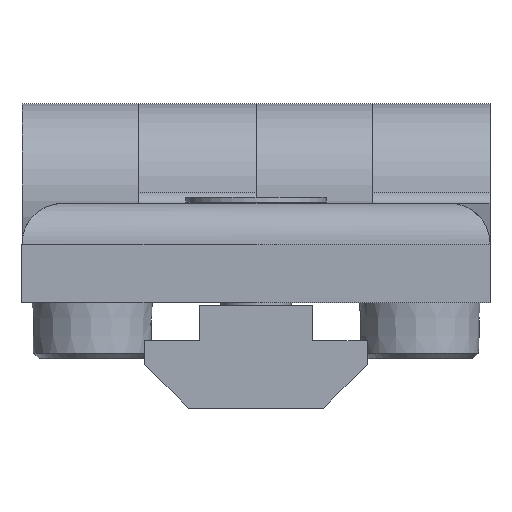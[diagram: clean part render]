
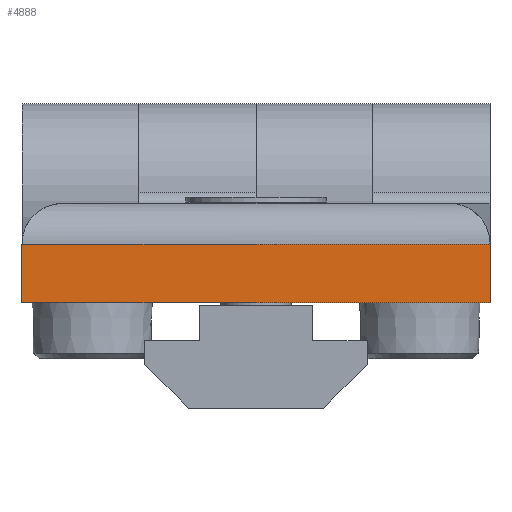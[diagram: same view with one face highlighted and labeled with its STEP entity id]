
A CAD part, left-side view. The second image highlights one B-rep face of the part: STEP entity #4888.
In plain terms, the highlighted planar face has unit normal (-1, 0, 0).
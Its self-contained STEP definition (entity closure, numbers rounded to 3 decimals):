
#372=LINE('',#7335,#652);
#373=LINE('',#7338,#653);
#374=LINE('',#7340,#654);
#375=LINE('',#7342,#655);
#652=VECTOR('',#6136,1000.);
#653=VECTOR('',#6137,1000.);
#654=VECTOR('',#6138,1000.);
#655=VECTOR('',#6139,1000.);
#1403=ORIENTED_EDGE('',*,*,#2117,.F.);
#1404=ORIENTED_EDGE('',*,*,#2118,.T.);
#1405=ORIENTED_EDGE('',*,*,#2119,.F.);
#1406=ORIENTED_EDGE('',*,*,#2120,.F.);
#2117=EDGE_CURVE('',#2518,#2519,#372,.T.);
#2118=EDGE_CURVE('',#2518,#2520,#373,.T.);
#2119=EDGE_CURVE('',#2521,#2520,#374,.T.);
#2120=EDGE_CURVE('',#2519,#2521,#375,.T.);
#2518=VERTEX_POINT('',#7336);
#2519=VERTEX_POINT('',#7337);
#2520=VERTEX_POINT('',#7339);
#2521=VERTEX_POINT('',#7341);
#2919=EDGE_LOOP('',(#1403,#1404,#1405,#1406));
#3173=FACE_BOUND('',#2919,.T.);
#3335=PLANE('',#5255);
#4888=ADVANCED_FACE('',(#3173),#3335,.F.);
#5255=AXIS2_PLACEMENT_3D('',#7334,#6134,#6135);
#6134=DIRECTION('',(1.,0.,0.));
#6135=DIRECTION('',(0.,0.,-1.));
#6136=DIRECTION('',(0.,0.,1.));
#6137=DIRECTION('',(0.,-1.,0.));
#6138=DIRECTION('',(0.,0.,-1.));
#6139=DIRECTION('',(0.,-1.,0.));
#7334=CARTESIAN_POINT('',(-45.,-0.5,20.));
#7335=CARTESIAN_POINT('',(-45.,-4.,-20.));
#7336=CARTESIAN_POINT('',(-45.,-4.,-20.));
#7337=CARTESIAN_POINT('',(-45.,-4.,20.));
#7338=CARTESIAN_POINT('',(-45.,-0.5,-20.));
#7339=CARTESIAN_POINT('',(-45.,-9.,-20.));
#7340=CARTESIAN_POINT('',(-45.,-9.,20.));
#7341=CARTESIAN_POINT('',(-45.,-9.,20.));
#7342=CARTESIAN_POINT('',(-45.,-0.5,20.));
